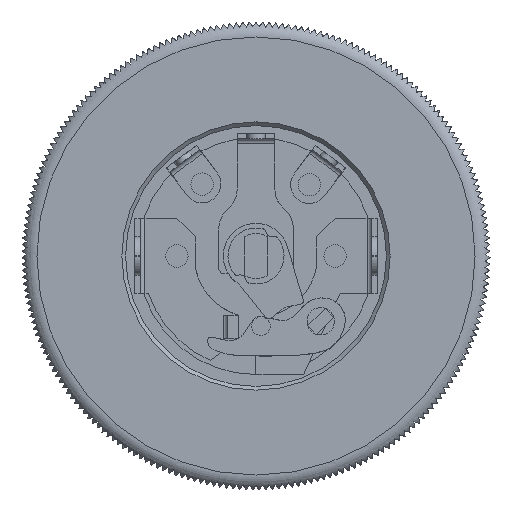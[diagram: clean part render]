
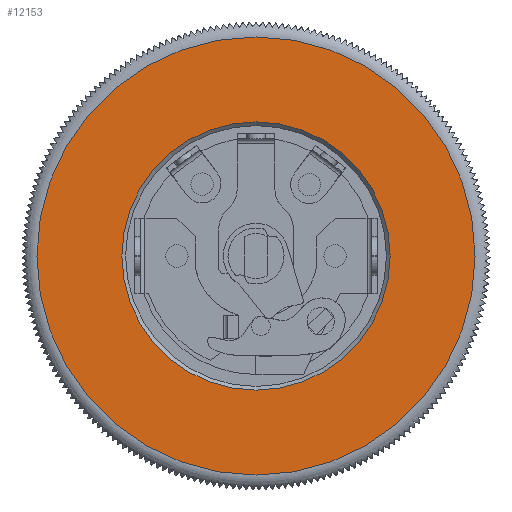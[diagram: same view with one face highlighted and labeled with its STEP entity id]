
A CAD part, front view. The second image highlights one B-rep face of the part: STEP entity #12153.
In plain terms, the highlighted planar face has unit normal (0, -1, 0).
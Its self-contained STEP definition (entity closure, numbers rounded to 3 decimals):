
#972=FACE_BOUND('',#2873,.T.);
#1540=PLANE('',#12978);
#2195=FACE_OUTER_BOUND('',#2872,.T.);
#2872=EDGE_LOOP('',(#10915));
#2873=EDGE_LOOP('',(#10916));
#4635=CIRCLE('',#12512,7.17);
#4645=CIRCLE('',#12977,11.71);
#4952=VERTEX_POINT('',#16710);
#5857=VERTEX_POINT('',#25672);
#6340=EDGE_CURVE('',#4952,#4952,#4635,.T.);
#7698=EDGE_CURVE('',#5857,#5857,#4645,.T.);
#10915=ORIENTED_EDGE('',*,*,#7698,.F.);
#10916=ORIENTED_EDGE('',*,*,#6340,.F.);
#12153=ADVANCED_FACE('',(#2195,#972),#1540,.F.);
#12512=AXIS2_PLACEMENT_3D('',#16712,#13941,#13942);
#12977=AXIS2_PLACEMENT_3D('',#25674,#15327,#15328);
#12978=AXIS2_PLACEMENT_3D('',#25675,#15329,#15330);
#13941=DIRECTION('center_axis',(0.,-1.,0.));
#13942=DIRECTION('ref_axis',(-1.,0.,0.));
#15327=DIRECTION('center_axis',(0.,1.,0.));
#15328=DIRECTION('ref_axis',(-1.,0.,0.));
#15329=DIRECTION('center_axis',(0.,1.,0.));
#15330=DIRECTION('ref_axis',(-1.,0.,0.));
#16710=CARTESIAN_POINT('',(7.17,3.6,0.));
#16712=CARTESIAN_POINT('Origin',(0.,3.6,0.));
#25672=CARTESIAN_POINT('',(0.,3.6,-11.71));
#25674=CARTESIAN_POINT('Origin',(0.,3.6,0.));
#25675=CARTESIAN_POINT('Origin',(0.,3.6,0.));
